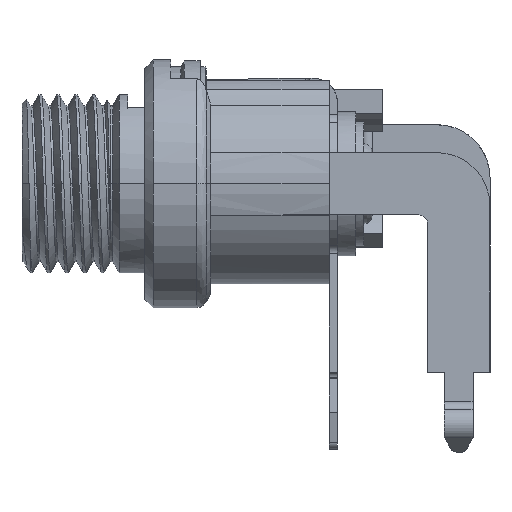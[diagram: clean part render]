
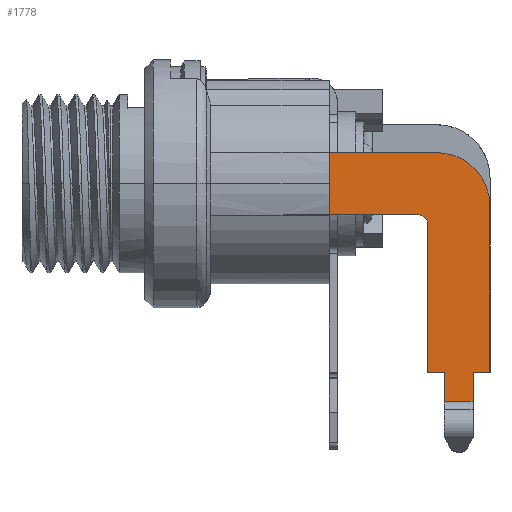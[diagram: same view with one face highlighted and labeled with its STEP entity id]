
A CAD part, front view. The second image highlights one B-rep face of the part: STEP entity #1778.
In plain terms, the highlighted planar face has unit normal (0, -1, 0).
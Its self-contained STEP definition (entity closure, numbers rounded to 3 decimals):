
#50 = ORIENTED_EDGE ( 'NONE', *, *, #4096, .T. ) ;
#72 = CARTESIAN_POINT ( 'NONE',  ( 6.238, -4.15, -1.295 ) ) ;
#123 = DIRECTION ( 'NONE',  ( 0., 0., 1. ) ) ;
#318 = ORIENTED_EDGE ( 'NONE', *, *, #8092, .T. ) ;
#374 = DIRECTION ( 'NONE',  ( -1., 0., 0. ) ) ;
#514 = EDGE_CURVE ( 'NONE', #2592, #1852, #9138, .T. ) ;
#570 = EDGE_CURVE ( 'NONE', #2547, #9367, #4173, .T. ) ;
#602 = DIRECTION ( 'NONE',  ( 0., 0., -1. ) ) ;
#621 = CARTESIAN_POINT ( 'NONE',  ( 4.219, -4.15, 0. ) ) ;
#625 = DIRECTION ( 'NONE',  ( 0., 0., -1. ) ) ;
#721 = ORIENTED_EDGE ( 'NONE', *, *, #570, .T. ) ;
#904 = VECTOR ( 'NONE', #5848, 1000. ) ;
#972 = CARTESIAN_POINT ( 'NONE',  ( 3.812, -4.15, 6.591 ) ) ;
#1285 = DIRECTION ( 'NONE',  ( 0., 0., -1. ) ) ;
#1323 = VECTOR ( 'NONE', #7488, 1000. ) ;
#1406 = EDGE_CURVE ( 'NONE', #2703, #8860, #3817, .T. ) ;
#1415 = EDGE_CURVE ( 'NONE', #5407, #2592, #8193, .T. ) ;
#1464 = ORIENTED_EDGE ( 'NONE', *, *, #4036, .T. ) ;
#1482 = EDGE_CURVE ( 'NONE', #5174, #5407, #3927, .T. ) ;
#1598 = DIRECTION ( 'NONE',  ( 0., -1., 0. ) ) ;
#1621 = AXIS2_PLACEMENT_3D ( 'NONE', #8343, #6796, #3082 ) ;
#1778 = ADVANCED_FACE ( 'NONE', ( #9586 ), #6284, .T. ) ;
#1791 = VECTOR ( 'NONE', #9437, 1000. ) ;
#1852 = VERTEX_POINT ( 'NONE', #6904 ) ;
#1899 = CARTESIAN_POINT ( 'NONE',  ( 6.238, -4.15, -1.517 ) ) ;
#1934 = CARTESIAN_POINT ( 'NONE',  ( 4.968, -4.15, -1.295 ) ) ;
#1975 = CARTESIAN_POINT ( 'NONE',  ( 4.625, -4.15, 9.766 ) ) ;
#1984 = CARTESIAN_POINT ( 'NONE',  ( -2.157, -4.15, -1.517 ) ) ;
#2080 = CARTESIAN_POINT ( 'NONE',  ( -2.157, -4.15, 7.002 ) ) ;
#2178 = CARTESIAN_POINT ( 'NONE',  ( 1.379, -4.15, 7.002 ) ) ;
#2195 = ORIENTED_EDGE ( 'NONE', *, *, #4719, .T. ) ;
#2211 = ORIENTED_EDGE ( 'NONE', *, *, #8909, .T. ) ;
#2224 = VECTOR ( 'NONE', #4980, 1000. ) ;
#2455 = VECTOR ( 'NONE', #8147, 1000. ) ;
#2541 = LINE ( 'NONE', #1984, #5861 ) ;
#2547 = VERTEX_POINT ( 'NONE', #8185 ) ;
#2558 = DIRECTION ( 'NONE',  ( 1., 0., 0. ) ) ;
#2592 = VERTEX_POINT ( 'NONE', #2947 ) ;
#2646 = ORIENTED_EDGE ( 'NONE', *, *, #514, .T. ) ;
#2703 = VERTEX_POINT ( 'NONE', #4040 ) ;
#2712 = DIRECTION ( 'NONE',  ( 0., 0., -1. ) ) ;
#2745 = LINE ( 'NONE', #6038, #8196 ) ;
#2947 = CARTESIAN_POINT ( 'NONE',  ( 6.238, -4.15, 0. ) ) ;
#2991 = CARTESIAN_POINT ( 'NONE',  ( -0.15, -4.15, 7.002 ) ) ;
#3048 = VERTEX_POINT ( 'NONE', #9816 ) ;
#3082 = DIRECTION ( 'NONE',  ( 0., 0., -1. ) ) ;
#3120 = EDGE_LOOP ( 'NONE', ( #2211, #8402, #5177, #3615, #318, #6601, #1464, #50, #5256, #5869, #7178, #2646, #2195, #721, #7670, #9721 ) ) ;
#3279 = DIRECTION ( 'NONE',  ( 0., 1., 0. ) ) ;
#3452 = VECTOR ( 'NONE', #2558, 1000. ) ;
#3576 = VECTOR ( 'NONE', #8754, 1000. ) ;
#3615 = ORIENTED_EDGE ( 'NONE', *, *, #7018, .T. ) ;
#3817 = LINE ( 'NONE', #7239, #4398 ) ;
#3927 = LINE ( 'NONE', #5793, #3576 ) ;
#3940 = DIRECTION ( 'NONE',  ( 0., 0., -1. ) ) ;
#4036 = EDGE_CURVE ( 'NONE', #9046, #5320, #5801, .T. ) ;
#4040 = CARTESIAN_POINT ( 'NONE',  ( -2.157, -4.15, 9.766 ) ) ;
#4096 = EDGE_CURVE ( 'NONE', #5320, #5388, #8975, .T. ) ;
#4173 = CIRCLE ( 'NONE', #1621, 2.362 ) ;
#4297 = CARTESIAN_POINT ( 'NONE',  ( 4.968, -4.15, -1.517 ) ) ;
#4398 = VECTOR ( 'NONE', #2712, 1000. ) ;
#4719 = EDGE_CURVE ( 'NONE', #1852, #2547, #4788, .T. ) ;
#4726 = EDGE_CURVE ( 'NONE', #5388, #5174, #8698, .T. ) ;
#4788 = LINE ( 'NONE', #5862, #2455 ) ;
#4980 = DIRECTION ( 'NONE',  ( 0., 0., -1. ) ) ;
#5053 = CARTESIAN_POINT ( 'NONE',  ( -2.339, -4.15, 0. ) ) ;
#5174 = VERTEX_POINT ( 'NONE', #1934 ) ;
#5177 = ORIENTED_EDGE ( 'NONE', *, *, #7204, .F. ) ;
#5256 = ORIENTED_EDGE ( 'NONE', *, *, #4726, .T. ) ;
#5320 = VERTEX_POINT ( 'NONE', #621 ) ;
#5388 = VERTEX_POINT ( 'NONE', #6671 ) ;
#5407 = VERTEX_POINT ( 'NONE', #72 ) ;
#5754 = EDGE_CURVE ( 'NONE', #9155, #9557, #8700, .T. ) ;
#5793 = CARTESIAN_POINT ( 'NONE',  ( -2.339, -4.15, -1.295 ) ) ;
#5801 = LINE ( 'NONE', #9528, #2224 ) ;
#5804 = CARTESIAN_POINT ( 'NONE',  ( 4.219, -4.15, 6.591 ) ) ;
#5815 = CARTESIAN_POINT ( 'NONE',  ( -0.15, -4.15, -1.517 ) ) ;
#5848 = DIRECTION ( 'NONE',  ( 1., 0., 0. ) ) ;
#5861 = VECTOR ( 'NONE', #602, 1000. ) ;
#5862 = CARTESIAN_POINT ( 'NONE',  ( 6.987, -4.15, -1.517 ) ) ;
#5869 = ORIENTED_EDGE ( 'NONE', *, *, #1482, .T. ) ;
#5928 = DIRECTION ( 'NONE',  ( 1., 0., 0. ) ) ;
#5943 = EDGE_CURVE ( 'NONE', #3048, #9046, #8007, .T. ) ;
#6038 = CARTESIAN_POINT ( 'NONE',  ( -2.339, -4.15, 6.998 ) ) ;
#6046 = CARTESIAN_POINT ( 'NONE',  ( -2.157, -4.15, 6.998 ) ) ;
#6175 = AXIS2_PLACEMENT_3D ( 'NONE', #972, #3279, #3940 ) ;
#6284 = PLANE ( 'NONE',  #9212 ) ;
#6349 = VECTOR ( 'NONE', #1285, 1000. ) ;
#6601 = ORIENTED_EDGE ( 'NONE', *, *, #5943, .T. ) ;
#6671 = CARTESIAN_POINT ( 'NONE',  ( 4.968, -4.15, 0. ) ) ;
#6796 = DIRECTION ( 'NONE',  ( 0., -1., 0. ) ) ;
#6897 = CARTESIAN_POINT ( 'NONE',  ( -2.339, -4.15, 0. ) ) ;
#6904 = CARTESIAN_POINT ( 'NONE',  ( 6.987, -4.15, 0. ) ) ;
#7018 = EDGE_CURVE ( 'NONE', #7060, #7536, #2541, .T. ) ;
#7060 = VERTEX_POINT ( 'NONE', #2080 ) ;
#7098 = CARTESIAN_POINT ( 'NONE',  ( -2.339, -4.15, 9.762 ) ) ;
#7140 = VECTOR ( 'NONE', #7661, 1000. ) ;
#7178 = ORIENTED_EDGE ( 'NONE', *, *, #1415, .T. ) ;
#7204 = EDGE_CURVE ( 'NONE', #7060, #9557, #9492, .T. ) ;
#7239 = CARTESIAN_POINT ( 'NONE',  ( -2.157, -4.15, -1.517 ) ) ;
#7452 = CARTESIAN_POINT ( 'NONE',  ( -0.15, -4.15, 9.762 ) ) ;
#7478 = VECTOR ( 'NONE', #374, 1000. ) ;
#7488 = DIRECTION ( 'NONE',  ( 1., 0., 0. ) ) ;
#7536 = VERTEX_POINT ( 'NONE', #6046 ) ;
#7661 = DIRECTION ( 'NONE',  ( 1., 0., 0. ) ) ;
#7670 = ORIENTED_EDGE ( 'NONE', *, *, #8965, .T. ) ;
#7699 = CARTESIAN_POINT ( 'NONE',  ( -2.339, -4.15, -1.517 ) ) ;
#8007 = CIRCLE ( 'NONE', #6175, 0.406 ) ;
#8092 = EDGE_CURVE ( 'NONE', #7536, #3048, #2745, .T. ) ;
#8147 = DIRECTION ( 'NONE',  ( 0., 0., 1. ) ) ;
#8185 = CARTESIAN_POINT ( 'NONE',  ( 6.987, -4.15, 7.404 ) ) ;
#8193 = LINE ( 'NONE', #1899, #1791 ) ;
#8196 = VECTOR ( 'NONE', #5928, 1000. ) ;
#8343 = CARTESIAN_POINT ( 'NONE',  ( 4.625, -4.15, 7.404 ) ) ;
#8402 = ORIENTED_EDGE ( 'NONE', *, *, #5754, .T. ) ;
#8506 = CARTESIAN_POINT ( 'NONE',  ( -2.157, -4.15, 9.762 ) ) ;
#8698 = LINE ( 'NONE', #4297, #8713 ) ;
#8700 = LINE ( 'NONE', #5815, #6349 ) ;
#8713 = VECTOR ( 'NONE', #625, 1000. ) ;
#8754 = DIRECTION ( 'NONE',  ( 1., 0., 0. ) ) ;
#8860 = VERTEX_POINT ( 'NONE', #8506 ) ;
#8892 = LINE ( 'NONE', #9474, #7478 ) ;
#8909 = EDGE_CURVE ( 'NONE', #8860, #9155, #9591, .T. ) ;
#8965 = EDGE_CURVE ( 'NONE', #9367, #2703, #8892, .T. ) ;
#8975 = LINE ( 'NONE', #5053, #904 ) ;
#9046 = VERTEX_POINT ( 'NONE', #5804 ) ;
#9138 = LINE ( 'NONE', #6897, #7140 ) ;
#9155 = VERTEX_POINT ( 'NONE', #7452 ) ;
#9212 = AXIS2_PLACEMENT_3D ( 'NONE', #7699, #1598, #123 ) ;
#9367 = VERTEX_POINT ( 'NONE', #1975 ) ;
#9437 = DIRECTION ( 'NONE',  ( 0., 0., 1. ) ) ;
#9474 = CARTESIAN_POINT ( 'NONE',  ( -2.339, -4.15, 9.766 ) ) ;
#9492 = LINE ( 'NONE', #2178, #1323 ) ;
#9528 = CARTESIAN_POINT ( 'NONE',  ( 4.219, -4.15, -1.517 ) ) ;
#9557 = VERTEX_POINT ( 'NONE', #2991 ) ;
#9586 = FACE_OUTER_BOUND ( 'NONE', #3120, .T. ) ;
#9591 = LINE ( 'NONE', #7098, #3452 ) ;
#9721 = ORIENTED_EDGE ( 'NONE', *, *, #1406, .T. ) ;
#9816 = CARTESIAN_POINT ( 'NONE',  ( 3.812, -4.15, 6.998 ) ) ;
